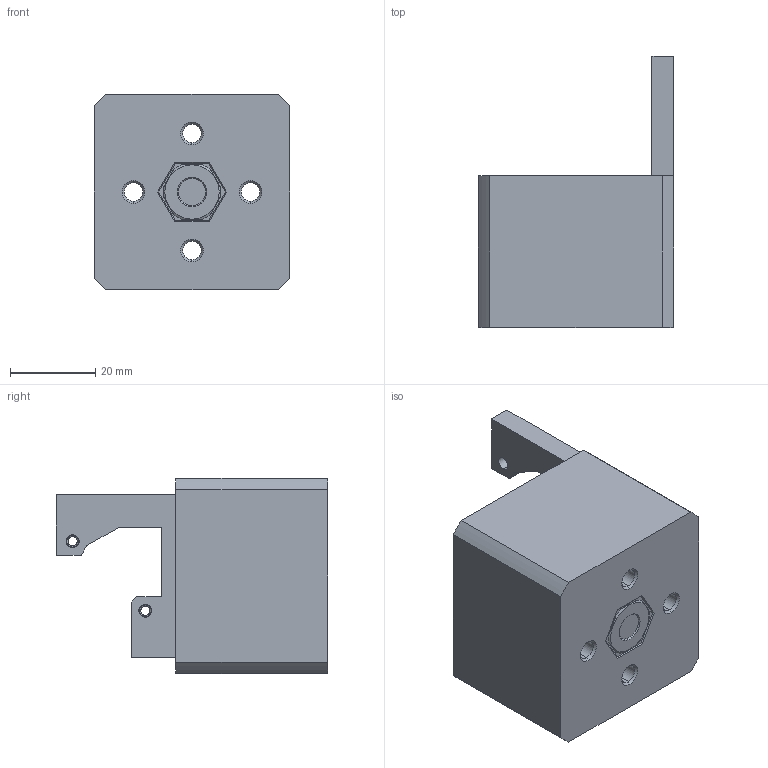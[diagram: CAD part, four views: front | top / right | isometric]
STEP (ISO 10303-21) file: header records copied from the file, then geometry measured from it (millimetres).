
FILE_DESCRIPTION (( 'STEP AP203' ), '1' );
FILE_NAME ('SAX-MT0880-S1.STEP', '2021-07-19T18:39:29', ( '' ), ( '' ), 'SwSTEP 2.0', 'SolidWorks 2021', '' );
FILE_SCHEMA (( 'CONFIG_CONTROL_DESIGN' ));
Length unit declared in the file: inch
Products named in the file (1): SAX-MT0880-S1
Bounding box: 45.72 x 63.5 x 45.72 mm (x, y, z)
Volume: 73985.3 mm3; surface area: 14022.4 mm2
Topology: 3 solids, 3 shells, 179 faces, 409 edges, 244 vertices
Faces by surface type: plane 72, cone 67, cylinder 40
Entity records: 5222 total; most frequent: CARTESIAN_POINT 1080, DIRECTION 865, ORIENTED_EDGE 818, EDGE_CURVE 409, AXIS2_PLACEMENT_3D 319, VERTEX_POINT 244, LINE 227, VECTOR 227
